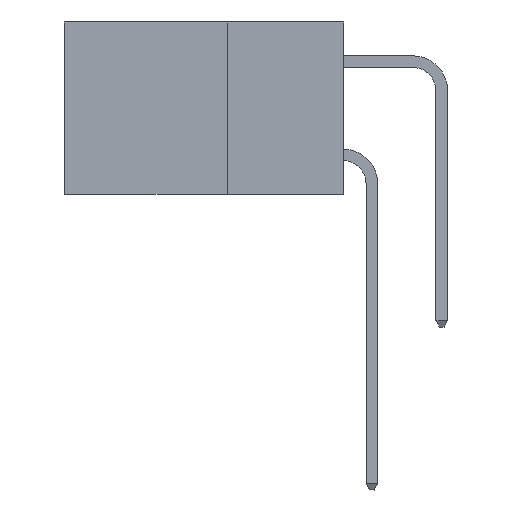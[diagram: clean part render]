
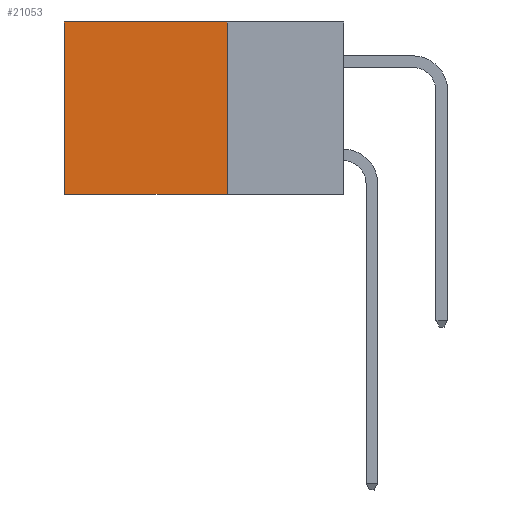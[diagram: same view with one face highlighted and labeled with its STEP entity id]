
A CAD part, left-side view. The second image highlights one B-rep face of the part: STEP entity #21053.
In plain terms, the highlighted planar face has unit normal (-1, 0, 0).
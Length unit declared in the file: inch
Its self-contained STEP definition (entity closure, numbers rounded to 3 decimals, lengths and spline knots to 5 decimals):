
#25 = ORIENTED_EDGE ( 'NONE', *, *, #6704, .F. ) ;
#1063 = EDGE_LOOP ( 'NONE', ( #10404, #25, #5126, #9832 ) ) ;
#2574 = FACE_OUTER_BOUND ( 'NONE', #1063, .T. ) ;
#3637 = CARTESIAN_POINT ( 'NONE',  ( 0.2615, 0.25, 0. ) ) ;
#4765 = CARTESIAN_POINT ( 'NONE',  ( 0.2615, 0.6, -0.37 ) ) ;
#5126 = ORIENTED_EDGE ( 'NONE', *, *, #7031, .F. ) ;
#6704 = EDGE_CURVE ( 'NONE', #18856, #8406, #19403, .T. ) ;
#6710 = VERTEX_POINT ( 'NONE', #3637 ) ;
#7031 = EDGE_CURVE ( 'NONE', #6710, #18856, #23269, .T. ) ;
#7189 = VECTOR ( 'NONE', #20250, 39.37008 ) ;
#7376 = CARTESIAN_POINT ( 'NONE',  ( 0.2615, 0.25, -0.37 ) ) ;
#8325 = CARTESIAN_POINT ( 'NONE',  ( 0.2615, 0.25, -0.37 ) ) ;
#8406 = VERTEX_POINT ( 'NONE', #17409 ) ;
#9832 = ORIENTED_EDGE ( 'NONE', *, *, #12405, .T. ) ;
#10404 = ORIENTED_EDGE ( 'NONE', *, *, #19653, .T. ) ;
#10825 = DIRECTION ( 'NONE',  ( 0., 0., -1. ) ) ;
#12405 = EDGE_CURVE ( 'NONE', #6710, #19970, #18021, .T. ) ;
#12752 = DIRECTION ( 'NONE',  ( 0., 0., -1. ) ) ;
#13309 = AXIS2_PLACEMENT_3D ( 'NONE', #8325, #18321, #10825 ) ;
#13917 = CARTESIAN_POINT ( 'NONE',  ( 0.2615, 0.25, 0. ) ) ;
#14061 = VECTOR ( 'NONE', #12752, 39.37008 ) ;
#15503 = VECTOR ( 'NONE', #25100, 39.37008 ) ;
#16568 = LINE ( 'NONE', #4765, #14061 ) ;
#17409 = CARTESIAN_POINT ( 'NONE',  ( 0.2615, 0.6, -0.37 ) ) ;
#18021 = LINE ( 'NONE', #13917, #7189 ) ;
#18321 = DIRECTION ( 'NONE',  ( 1., 0., 0. ) ) ;
#18856 = VERTEX_POINT ( 'NONE', #24412 ) ;
#19403 = LINE ( 'NONE', #21609, #21764 ) ;
#19449 = CARTESIAN_POINT ( 'NONE',  ( 0.2615, 0.6, 0. ) ) ;
#19653 = EDGE_CURVE ( 'NONE', #19970, #8406, #16568, .T. ) ;
#19790 = DIRECTION ( 'NONE',  ( 0., 1., 0. ) ) ;
#19970 = VERTEX_POINT ( 'NONE', #19449 ) ;
#20250 = DIRECTION ( 'NONE',  ( 0., 1., 0. ) ) ;
#20420 = PLANE ( 'NONE',  #13309 ) ;
#21053 = ADVANCED_FACE ( 'NONE', ( #2574 ), #20420, .F. ) ;
#21609 = CARTESIAN_POINT ( 'NONE',  ( 0.2615, 0.25, -0.37 ) ) ;
#21764 = VECTOR ( 'NONE', #19790, 39.37008 ) ;
#23269 = LINE ( 'NONE', #7376, #15503 ) ;
#24412 = CARTESIAN_POINT ( 'NONE',  ( 0.2615, 0.25, -0.37 ) ) ;
#25100 = DIRECTION ( 'NONE',  ( 0., 0., -1. ) ) ;
